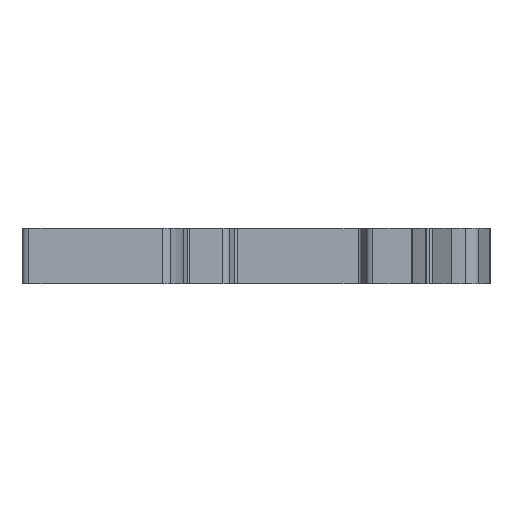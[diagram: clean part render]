
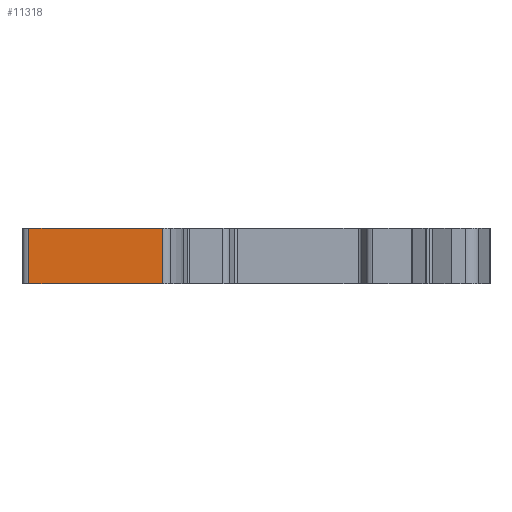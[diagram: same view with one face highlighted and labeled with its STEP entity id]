
A CAD part, front view. The second image highlights one B-rep face of the part: STEP entity #11318.
In plain terms, the highlighted planar face has unit normal (0, -1, 0).
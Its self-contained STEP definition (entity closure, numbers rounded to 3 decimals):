
#405 = CARTESIAN_POINT ( 'NONE',  ( -5.167, -20.791, -7.8 ) ) ;
#456 = VERTEX_POINT ( 'NONE', #5787 ) ;
#602 = LINE ( 'NONE', #12386, #7614 ) ;
#1042 = FACE_OUTER_BOUND ( 'NONE', #8420, .T. ) ;
#1185 = VERTEX_POINT ( 'NONE', #4805 ) ;
#1720 = CARTESIAN_POINT ( 'NONE',  ( -2.33, -20.791, -7.8 ) ) ;
#2433 = EDGE_CURVE ( 'NONE', #8323, #456, #5476, .T. ) ;
#3442 = DIRECTION ( 'NONE',  ( 0., 0., -1. ) ) ;
#3459 = DIRECTION ( 'NONE',  ( 0., -1., 0. ) ) ;
#3496 = CARTESIAN_POINT ( 'NONE',  ( -5.167, -20.791, -7.8 ) ) ;
#3651 = AXIS2_PLACEMENT_3D ( 'NONE', #3496, #3459, #3442 ) ;
#3703 = PLANE ( 'NONE',  #3651 ) ;
#3807 = ORIENTED_EDGE ( 'NONE', *, *, #7647, .T. ) ;
#4805 = CARTESIAN_POINT ( 'NONE',  ( -24.23, -20.791, 0.2 ) ) ;
#5454 = VECTOR ( 'NONE', #9963, 1000. ) ;
#5476 = LINE ( 'NONE', #1720, #5454 ) ;
#5754 = LINE ( 'NONE', #12271, #12357 ) ;
#5787 = CARTESIAN_POINT ( 'NONE',  ( -24.23, -20.791, -7.8 ) ) ;
#6926 = ORIENTED_EDGE ( 'NONE', *, *, #2433, .F. ) ;
#7614 = VECTOR ( 'NONE', #12729, 1000. ) ;
#7627 = EDGE_CURVE ( 'NONE', #8323, #11951, #9832, .T. ) ;
#7647 = EDGE_CURVE ( 'NONE', #11951, #1185, #602, .T. ) ;
#8323 = VERTEX_POINT ( 'NONE', #405 ) ;
#8420 = EDGE_LOOP ( 'NONE', ( #6926, #8728, #3807, #9156 ) ) ;
#8728 = ORIENTED_EDGE ( 'NONE', *, *, #7627, .T. ) ;
#9156 = ORIENTED_EDGE ( 'NONE', *, *, #9960, .T. ) ;
#9832 = LINE ( 'NONE', #12233, #10933 ) ;
#9960 = EDGE_CURVE ( 'NONE', #1185, #456, #5754, .T. ) ;
#9963 = DIRECTION ( 'NONE',  ( -1., 0., 0. ) ) ;
#10038 = CARTESIAN_POINT ( 'NONE',  ( -5.167, -20.791, 0.2 ) ) ;
#10933 = VECTOR ( 'NONE', #12198, 1000. ) ;
#11318 = ADVANCED_FACE ( 'NONE', ( #1042 ), #3703, .T. ) ;
#11951 = VERTEX_POINT ( 'NONE', #10038 ) ;
#12198 = DIRECTION ( 'NONE',  ( 0., 0., 1. ) ) ;
#12233 = CARTESIAN_POINT ( 'NONE',  ( -5.167, -20.791, -7.8 ) ) ;
#12255 = DIRECTION ( 'NONE',  ( 0., 0., -1. ) ) ;
#12271 = CARTESIAN_POINT ( 'NONE',  ( -24.23, -20.791, -7.8 ) ) ;
#12357 = VECTOR ( 'NONE', #12255, 1000. ) ;
#12386 = CARTESIAN_POINT ( 'NONE',  ( -5.167, -20.791, 0.2 ) ) ;
#12729 = DIRECTION ( 'NONE',  ( -1., 0., 0. ) ) ;
